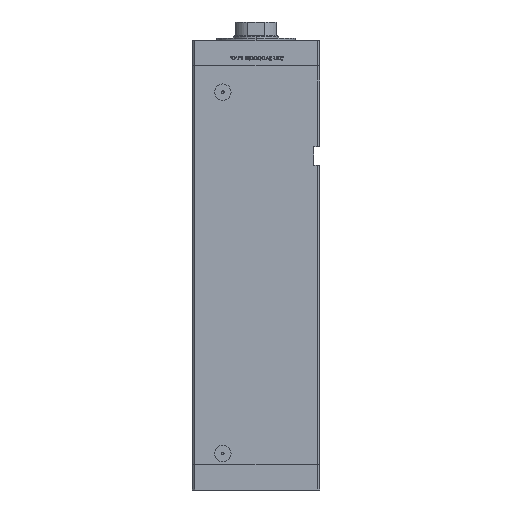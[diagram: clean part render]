
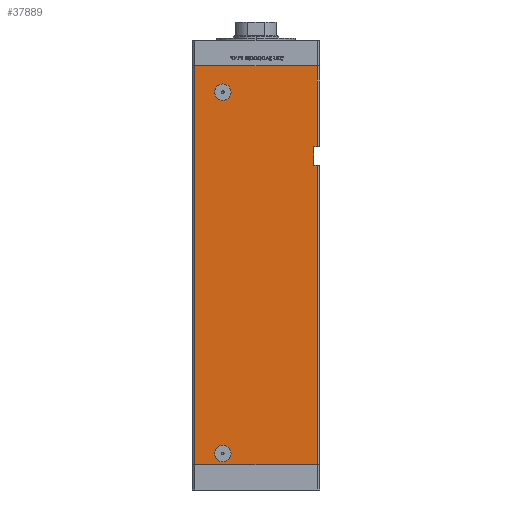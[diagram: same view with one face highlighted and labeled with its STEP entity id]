
A CAD part, left-side view. The second image highlights one B-rep face of the part: STEP entity #37889.
In plain terms, the highlighted planar face has unit normal (-1, 0, 0).
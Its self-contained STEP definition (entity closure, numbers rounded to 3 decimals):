
#854 = CARTESIAN_POINT ( 'NONE',  ( -60., 49., 318.5 ) ) ;
#949 = EDGE_CURVE ( 'NONE', #8648, #45538, #25831, .T. ) ;
#1189 = ORIENTED_EDGE ( 'NONE', *, *, #33023, .F. ) ;
#2328 = EDGE_LOOP ( 'NONE', ( #46204, #7600 ) ) ;
#2538 = EDGE_CURVE ( 'NONE', #51695, #3167, #48384, .T. ) ;
#2540 = VECTOR ( 'NONE', #37974, 1000. ) ;
#3167 = VERTEX_POINT ( 'NONE', #25417 ) ;
#3221 = ORIENTED_EDGE ( 'NONE', *, *, #51716, .T. ) ;
#4032 = DIRECTION ( 'NONE',  ( 1., 0., 0. ) ) ;
#4179 = VECTOR ( 'NONE', #16817, 1000. ) ;
#4194 = CARTESIAN_POINT ( 'NONE',  ( -60., -49., 239. ) ) ;
#4342 = LINE ( 'NONE', #854, #6733 ) ;
#5436 = CARTESIAN_POINT ( 'NONE',  ( -60., -46., 239. ) ) ;
#5558 = VERTEX_POINT ( 'NONE', #37964 ) ;
#6733 = VECTOR ( 'NONE', #17227, 1000. ) ;
#7247 = DIRECTION ( 'NONE',  ( 0., 0., -1. ) ) ;
#7600 = ORIENTED_EDGE ( 'NONE', *, *, #26701, .F. ) ;
#8471 = EDGE_CURVE ( 'NONE', #31428, #18900, #39666, .T. ) ;
#8494 = LINE ( 'NONE', #41485, #4179 ) ;
#8648 = VERTEX_POINT ( 'NONE', #15149 ) ;
#8839 = DIRECTION ( 'NONE',  ( 0., -1., 0. ) ) ;
#11294 = VERTEX_POINT ( 'NONE', #50061 ) ;
#11582 = CARTESIAN_POINT ( 'NONE',  ( -60., 26.5, 9. ) ) ;
#11644 = DIRECTION ( 'NONE',  ( 0., -1., 0. ) ) ;
#12046 = DIRECTION ( 'NONE',  ( 0., 0., -1. ) ) ;
#13603 = DIRECTION ( 'NONE',  ( 0., -1., 0. ) ) ;
#13977 = EDGE_LOOP ( 'NONE', ( #39717, #17972 ) ) ;
#14172 = EDGE_CURVE ( 'NONE', #45538, #21805, #15824, .T. ) ;
#15113 = ORIENTED_EDGE ( 'NONE', *, *, #24413, .F. ) ;
#15149 = CARTESIAN_POINT ( 'NONE',  ( -60., -46., 239. ) ) ;
#15602 = AXIS2_PLACEMENT_3D ( 'NONE', #11582, #31203, #15608 ) ;
#15608 = DIRECTION ( 'NONE',  ( 0., -1., 0. ) ) ;
#15824 = LINE ( 'NONE', #35425, #28562 ) ;
#15927 = EDGE_LOOP ( 'NONE', ( #49941, #42905, #15113, #21965, #1189, #32553, #35244, #3221 ) ) ;
#16160 = VERTEX_POINT ( 'NONE', #40249 ) ;
#16817 = DIRECTION ( 'NONE',  ( 0., -1., 0. ) ) ;
#16847 = LINE ( 'NONE', #33209, #29555 ) ;
#17227 = DIRECTION ( 'NONE',  ( 0., 0., -1. ) ) ;
#17972 = ORIENTED_EDGE ( 'NONE', *, *, #8471, .F. ) ;
#18186 = AXIS2_PLACEMENT_3D ( 'NONE', #26460, #22444, #34774 ) ;
#18900 = VERTEX_POINT ( 'NONE', #35866 ) ;
#19493 = CIRCLE ( 'NONE', #49447, 6.58 ) ;
#19835 = AXIS2_PLACEMENT_3D ( 'NONE', #48568, #4032, #20427 ) ;
#20427 = DIRECTION ( 'NONE',  ( 0., 1., 0. ) ) ;
#21624 = LINE ( 'NONE', #42263, #2540 ) ;
#21724 = VECTOR ( 'NONE', #7247, 1000. ) ;
#21805 = VERTEX_POINT ( 'NONE', #38701 ) ;
#21819 = DIRECTION ( 'NONE',  ( 0., -1., 0. ) ) ;
#21965 = ORIENTED_EDGE ( 'NONE', *, *, #2538, .T. ) ;
#22444 = DIRECTION ( 'NONE',  ( -1., 0., 0. ) ) ;
#23214 = VECTOR ( 'NONE', #11644, 1000. ) ;
#24413 = EDGE_CURVE ( 'NONE', #51695, #8648, #44784, .T. ) ;
#24452 = FACE_OUTER_BOUND ( 'NONE', #15927, .T. ) ;
#25216 = CARTESIAN_POINT ( 'NONE',  ( -60., 26.5, 9. ) ) ;
#25417 = CARTESIAN_POINT ( 'NONE',  ( -60., -49., 254. ) ) ;
#25800 = CIRCLE ( 'NONE', #15602, 6.58 ) ;
#25831 = LINE ( 'NONE', #5436, #44570 ) ;
#26460 = CARTESIAN_POINT ( 'NONE',  ( -60., 26.5, 297.5 ) ) ;
#26701 = EDGE_CURVE ( 'NONE', #39907, #16160, #19493, .T. ) ;
#27016 = DIRECTION ( 'NONE',  ( -1., 0., 0. ) ) ;
#28562 = VECTOR ( 'NONE', #12046, 1000. ) ;
#29555 = VECTOR ( 'NONE', #13603, 1000. ) ;
#30773 = EDGE_CURVE ( 'NONE', #42957, #11294, #4342, .T. ) ;
#31203 = DIRECTION ( 'NONE',  ( -1., 0., 0. ) ) ;
#31428 = VERTEX_POINT ( 'NONE', #39601 ) ;
#31524 = CARTESIAN_POINT ( 'NONE',  ( -60., -46., 254. ) ) ;
#31982 = EDGE_CURVE ( 'NONE', #42957, #5558, #8494, .T. ) ;
#32235 = FACE_BOUND ( 'NONE', #2328, .T. ) ;
#32553 = ORIENTED_EDGE ( 'NONE', *, *, #31982, .F. ) ;
#32822 = AXIS2_PLACEMENT_3D ( 'NONE', #25216, #41023, #8839 ) ;
#33023 = EDGE_CURVE ( 'NONE', #5558, #3167, #21624, .T. ) ;
#33209 = CARTESIAN_POINT ( 'NONE',  ( -60., 49., 0. ) ) ;
#34774 = DIRECTION ( 'NONE',  ( 0., -1., 0. ) ) ;
#35244 = ORIENTED_EDGE ( 'NONE', *, *, #30773, .T. ) ;
#35425 = CARTESIAN_POINT ( 'NONE',  ( -60., -49., 318.5 ) ) ;
#35866 = CARTESIAN_POINT ( 'NONE',  ( -60., 19.92, 9. ) ) ;
#36253 = FACE_BOUND ( 'NONE', #13977, .T. ) ;
#37889 = ADVANCED_FACE ( 'NONE', ( #24452, #36253, #32235 ), #40791, .F. ) ;
#37964 = CARTESIAN_POINT ( 'NONE',  ( -60., -49., 318.5 ) ) ;
#37974 = DIRECTION ( 'NONE',  ( 0., 0., -1. ) ) ;
#38701 = CARTESIAN_POINT ( 'NONE',  ( -60., -49., 0. ) ) ;
#39601 = CARTESIAN_POINT ( 'NONE',  ( -60., 33.08, 9. ) ) ;
#39666 = CIRCLE ( 'NONE', #32822, 6.58 ) ;
#39717 = ORIENTED_EDGE ( 'NONE', *, *, #39946, .F. ) ;
#39907 = VERTEX_POINT ( 'NONE', #48322 ) ;
#39946 = EDGE_CURVE ( 'NONE', #18900, #31428, #25800, .T. ) ;
#40249 = CARTESIAN_POINT ( 'NONE',  ( -60., 19.92, 297.5 ) ) ;
#40791 = PLANE ( 'NONE',  #19835 ) ;
#41023 = DIRECTION ( 'NONE',  ( -1., 0., 0. ) ) ;
#41485 = CARTESIAN_POINT ( 'NONE',  ( -60., 49., 318.5 ) ) ;
#42042 = CARTESIAN_POINT ( 'NONE',  ( -60., -46., 254. ) ) ;
#42263 = CARTESIAN_POINT ( 'NONE',  ( -60., -49., 318.5 ) ) ;
#42905 = ORIENTED_EDGE ( 'NONE', *, *, #949, .F. ) ;
#42957 = VERTEX_POINT ( 'NONE', #46899 ) ;
#44570 = VECTOR ( 'NONE', #21819, 1000. ) ;
#44784 = LINE ( 'NONE', #45043, #21724 ) ;
#44886 = EDGE_CURVE ( 'NONE', #16160, #39907, #45579, .T. ) ;
#45043 = CARTESIAN_POINT ( 'NONE',  ( -60., -46., 254. ) ) ;
#45538 = VERTEX_POINT ( 'NONE', #4194 ) ;
#45579 = CIRCLE ( 'NONE', #18186, 6.58 ) ;
#46204 = ORIENTED_EDGE ( 'NONE', *, *, #44886, .F. ) ;
#46899 = CARTESIAN_POINT ( 'NONE',  ( -60., 49., 318.5 ) ) ;
#47121 = CARTESIAN_POINT ( 'NONE',  ( -60., 26.5, 297.5 ) ) ;
#48322 = CARTESIAN_POINT ( 'NONE',  ( -60., 33.08, 297.5 ) ) ;
#48384 = LINE ( 'NONE', #31524, #23214 ) ;
#48568 = CARTESIAN_POINT ( 'NONE',  ( -60., 49., 318.5 ) ) ;
#49447 = AXIS2_PLACEMENT_3D ( 'NONE', #47121, #27016, #50901 ) ;
#49941 = ORIENTED_EDGE ( 'NONE', *, *, #14172, .F. ) ;
#50061 = CARTESIAN_POINT ( 'NONE',  ( -60., 49., 0. ) ) ;
#50901 = DIRECTION ( 'NONE',  ( 0., -1., 0. ) ) ;
#51695 = VERTEX_POINT ( 'NONE', #42042 ) ;
#51716 = EDGE_CURVE ( 'NONE', #11294, #21805, #16847, .T. ) ;
